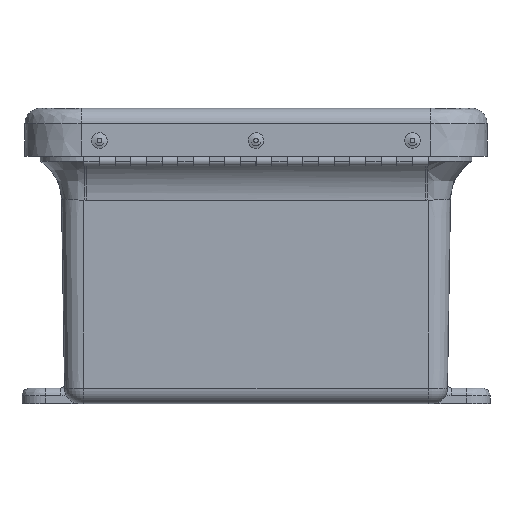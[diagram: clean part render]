
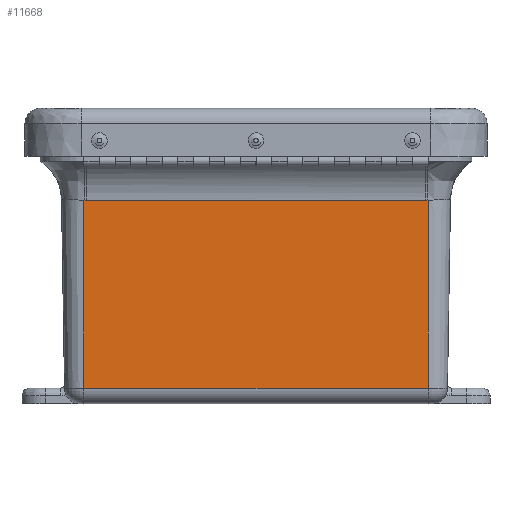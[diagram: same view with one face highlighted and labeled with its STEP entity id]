
A CAD part, left-side view. The second image highlights one B-rep face of the part: STEP entity #11668.
In plain terms, the highlighted planar face has unit normal (-1, 0, -0.016).
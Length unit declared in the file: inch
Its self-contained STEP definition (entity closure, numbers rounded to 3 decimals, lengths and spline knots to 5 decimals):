
#254 = CARTESIAN_POINT ( 'NONE',  ( -2.09734, -2.74735, -1.2516 ) ) ;
#351 = VERTEX_POINT ( 'NONE', #27470 ) ;
#934 = B_SPLINE_CURVE_WITH_KNOTS ( 'NONE', 3,
 ( #28451, #33595, #12524, #15513 ),
 .UNSPECIFIED., .F., .F.,
 ( 4, 4 ),
 ( 0., 1. ),
 .UNSPECIFIED. ) ;
#1527 = EDGE_CURVE ( 'NONE', #31694, #20918, #10292, .T. ) ;
#1663 = CARTESIAN_POINT ( 'NONE',  ( -2.09733, -2.70741, -1.25204 ) ) ;
#3661 = CARTESIAN_POINT ( 'NONE',  ( -2.04909, 0., -4.25402 ) ) ;
#4460 = DIRECTION ( 'NONE',  ( -0.016, 0., 1. ) ) ;
#4860 = AXIS2_PLACEMENT_3D ( 'NONE', #24102, #5771, #29249 ) ;
#5771 = DIRECTION ( 'NONE',  ( -1., 0., -0.016 ) ) ;
#6564 = ORIENTED_EDGE ( 'NONE', *, *, #16600, .F. ) ;
#6689 = ORIENTED_EDGE ( 'NONE', *, *, #1527, .F. ) ;
#7201 = EDGE_CURVE ( 'NONE', #20918, #351, #934, .T. ) ;
#9811 = LINE ( 'NONE', #3661, #29084 ) ;
#9833 = CARTESIAN_POINT ( 'NONE',  ( -2.09734, -2.74735, -1.2516 ) ) ;
#10292 = LINE ( 'NONE', #27999, #32860 ) ;
#11668 = ADVANCED_FACE ( 'NONE', ( #17626 ), #21005, .T. ) ;
#12524 = CARTESIAN_POINT ( 'NONE',  ( -2.09733, 2.72073, -1.25204 ) ) ;
#13619 = EDGE_CURVE ( 'NONE', #20348, #351, #21698, .T. ) ;
#15513 = CARTESIAN_POINT ( 'NONE',  ( -2.09733, 2.70741, -1.25204 ) ) ;
#15548 = LINE ( 'NONE', #24617, #16768 ) ;
#15797 = VERTEX_POINT ( 'NONE', #9833 ) ;
#16600 = EDGE_CURVE ( 'NONE', #20348, #15797, #17260, .T. ) ;
#16768 = VECTOR ( 'NONE', #4460, 39.37008 ) ;
#17260 = B_SPLINE_CURVE_WITH_KNOTS ( 'NONE', 3,
 ( #21488, #21245, #24238, #254 ),
 .UNSPECIFIED., .F., .F.,
 ( 4, 4 ),
 ( 0., 1. ),
 .UNSPECIFIED. ) ;
#17285 = CARTESIAN_POINT ( 'NONE',  ( -2.04909, 2.74735, -4.25402 ) ) ;
#17626 = FACE_OUTER_BOUND ( 'NONE', #22625, .T. ) ;
#18138 = ORIENTED_EDGE ( 'NONE', *, *, #7201, .F. ) ;
#18664 = ORIENTED_EDGE ( 'NONE', *, *, #27764, .F. ) ;
#18920 = CARTESIAN_POINT ( 'NONE',  ( -2.04909, -2.74735, -4.25402 ) ) ;
#20348 = VERTEX_POINT ( 'NONE', #1663 ) ;
#20659 = CARTESIAN_POINT ( 'NONE',  ( -2.09734, 2.74735, -1.2516 ) ) ;
#20918 = VERTEX_POINT ( 'NONE', #20659 ) ;
#21005 = PLANE ( 'NONE',  #4860 ) ;
#21245 = CARTESIAN_POINT ( 'NONE',  ( -2.09733, -2.72072, -1.25204 ) ) ;
#21488 = CARTESIAN_POINT ( 'NONE',  ( -2.09733, -2.70741, -1.25204 ) ) ;
#21698 = LINE ( 'NONE', #23788, #23341 ) ;
#21872 = ORIENTED_EDGE ( 'NONE', *, *, #13619, .T. ) ;
#21956 = DIRECTION ( 'NONE',  ( 0., 1., 0. ) ) ;
#22625 = EDGE_LOOP ( 'NONE', ( #18664, #23235, #6564, #21872, #18138, #6689 ) ) ;
#23235 = ORIENTED_EDGE ( 'NONE', *, *, #25173, .T. ) ;
#23341 = VECTOR ( 'NONE', #33840, 39.37008 ) ;
#23788 = CARTESIAN_POINT ( 'NONE',  ( -2.09733, 2.74735, -1.25204 ) ) ;
#24102 = CARTESIAN_POINT ( 'NONE',  ( -2.11742, 2.74735, -0.00196 ) ) ;
#24238 = CARTESIAN_POINT ( 'NONE',  ( -2.09733, -2.73403, -1.25189 ) ) ;
#24617 = CARTESIAN_POINT ( 'NONE',  ( -2.11742, -2.74735, -0.00196 ) ) ;
#25173 = EDGE_CURVE ( 'NONE', #28274, #15797, #15548, .T. ) ;
#27470 = CARTESIAN_POINT ( 'NONE',  ( -2.09733, 2.70741, -1.25204 ) ) ;
#27764 = EDGE_CURVE ( 'NONE', #28274, #31694, #9811, .T. ) ;
#27999 = CARTESIAN_POINT ( 'NONE',  ( -2.04514, 2.74735, -4.5 ) ) ;
#28274 = VERTEX_POINT ( 'NONE', #18920 ) ;
#28451 = CARTESIAN_POINT ( 'NONE',  ( -2.09734, 2.74735, -1.2516 ) ) ;
#29084 = VECTOR ( 'NONE', #21956, 39.37008 ) ;
#29249 = DIRECTION ( 'NONE',  ( 0.016, 0., -1. ) ) ;
#30771 = DIRECTION ( 'NONE',  ( -0.016, 0., 1. ) ) ;
#31694 = VERTEX_POINT ( 'NONE', #17285 ) ;
#32860 = VECTOR ( 'NONE', #30771, 39.37008 ) ;
#33595 = CARTESIAN_POINT ( 'NONE',  ( -2.09733, 2.73404, -1.25189 ) ) ;
#33840 = DIRECTION ( 'NONE',  ( 0., 1., 0. ) ) ;
